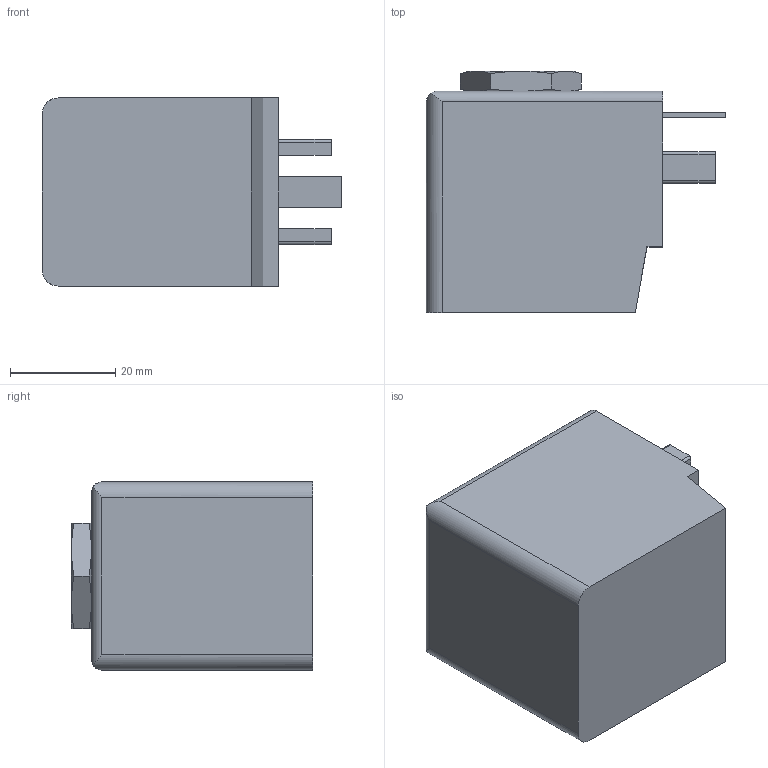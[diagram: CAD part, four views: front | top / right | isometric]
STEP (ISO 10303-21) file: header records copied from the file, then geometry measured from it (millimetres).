
FILE_DESCRIPTION(/* description */ ('STEP AP214'),/* implementation_level */ '2;1');
FILE_NAME(/* name */ '549906_MH-2-24VDC-PA',/* time_stamp */ '2024-09-02T15:23:26+02:00',/* author */ ('License CC BY-ND 4.0'),/* organization */ ('CADENAS'),/* preprocessor_version */ 'ST-DEVELOPER v19.3',/* originating_system */ 'PARTsolutions',/* authorisation */ ' ');
FILE_SCHEMA (('AUTOMOTIVE_DESIGN {1 0 10303 214 3 1 1}'));
Length unit declared in the file: millimetre
Products named in the file (1): 549906 MH-2-24VDC-PA
Bounding box: 57 x 45.9 x 35.8 mm (x, y, z)
Volume: 67208.3 mm3; surface area: 10578.3 mm2
Topology: 1 solids, 1 shells, 66 faces, 164 edges, 105 vertices
Faces by surface type: plane 39, cylinder 14, cone 13
Full cylindrical faces by diameter (mm): 9.728 x1
Entity records: 1989 total; most frequent: CARTESIAN_POINT 418, ORIENTED_EDGE 324, DIRECTION 305, EDGE_CURVE 162, VERTEX_POINT 105, AXIS2_PLACEMENT_3D 104, LINE 97, VECTOR 97
